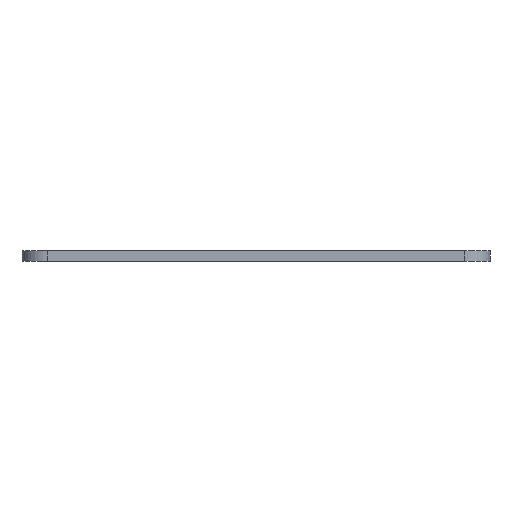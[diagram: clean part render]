
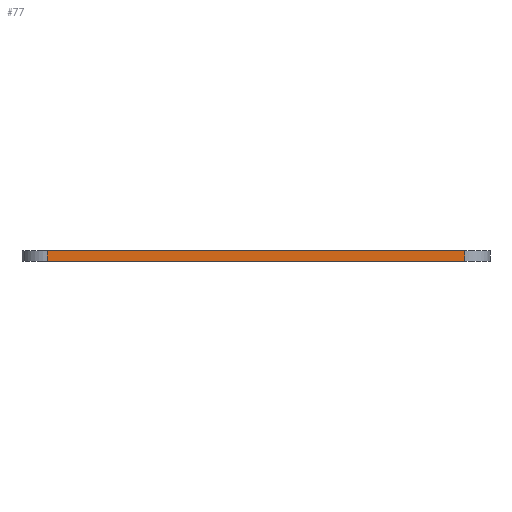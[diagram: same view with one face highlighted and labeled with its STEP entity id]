
A CAD part, left-side view. The second image highlights one B-rep face of the part: STEP entity #77.
In plain terms, the highlighted planar face has unit normal (-1, 0, 0).
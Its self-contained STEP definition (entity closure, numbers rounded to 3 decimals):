
#39 = EDGE_CURVE('',#40,#42,#44,.T.);
#40 = VERTEX_POINT('',#41);
#41 = CARTESIAN_POINT('',(-0.487,-3.,0.));
#42 = VERTEX_POINT('',#43);
#43 = CARTESIAN_POINT('',(-0.487,-3.,1.6));
#44 = LINE('',#45,#46);
#45 = CARTESIAN_POINT('',(-0.487,-3.,0.));
#46 = VECTOR('',#47,1.);
#47 = DIRECTION('',(0.,0.,1.));
#77 = ADVANCED_FACE('',(#78),#103,.T.);
#78 = FACE_BOUND('',#79,.T.);
#79 = EDGE_LOOP('',(#80,#90,#96,#97));
#80 = ORIENTED_EDGE('',*,*,#81,.T.);
#81 = EDGE_CURVE('',#82,#84,#86,.T.);
#82 = VERTEX_POINT('',#83);
#83 = CARTESIAN_POINT('',(-0.487,-69.,0.));
#84 = VERTEX_POINT('',#85);
#85 = CARTESIAN_POINT('',(-0.487,-69.,1.6));
#86 = LINE('',#87,#88);
#87 = CARTESIAN_POINT('',(-0.487,-69.,0.));
#88 = VECTOR('',#89,1.);
#89 = DIRECTION('',(0.,0.,1.));
#90 = ORIENTED_EDGE('',*,*,#91,.T.);
#91 = EDGE_CURVE('',#84,#42,#92,.T.);
#92 = LINE('',#93,#94);
#93 = CARTESIAN_POINT('',(-0.487,-69.,1.6));
#94 = VECTOR('',#95,1.);
#95 = DIRECTION('',(0.,1.,0.));
#96 = ORIENTED_EDGE('',*,*,#39,.F.);
#97 = ORIENTED_EDGE('',*,*,#98,.F.);
#98 = EDGE_CURVE('',#82,#40,#99,.T.);
#99 = LINE('',#100,#101);
#100 = CARTESIAN_POINT('',(-0.487,-69.,0.));
#101 = VECTOR('',#102,1.);
#102 = DIRECTION('',(0.,1.,0.));
#103 = PLANE('',#104);
#104 = AXIS2_PLACEMENT_3D('',#105,#106,#107);
#105 = CARTESIAN_POINT('',(-0.487,-69.,0.));
#106 = DIRECTION('',(-1.,0.,0.));
#107 = DIRECTION('',(0.,1.,0.));
